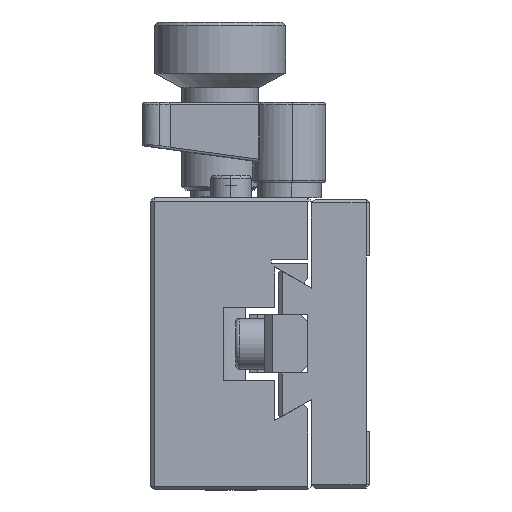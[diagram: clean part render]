
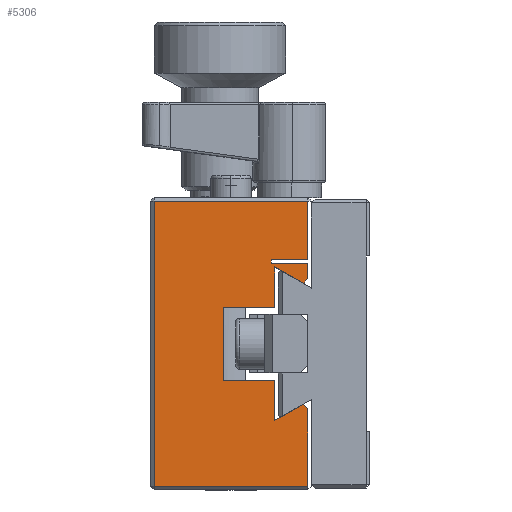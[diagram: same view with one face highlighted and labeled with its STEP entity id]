
A CAD part, left-side view. The second image highlights one B-rep face of the part: STEP entity #5306.
In plain terms, the highlighted planar face has unit normal (-1, 0, 0).
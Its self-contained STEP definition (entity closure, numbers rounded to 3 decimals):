
#133 = VECTOR ( 'NONE', #29947, 1000. ) ;
#274 = VECTOR ( 'NONE', #2827, 1000. ) ;
#664 = EDGE_CURVE ( 'NONE', #29845, #2089, #10859, .T. ) ;
#750 = EDGE_CURVE ( 'NONE', #20621, #22346, #27057, .T. ) ;
#942 = VERTEX_POINT ( 'NONE', #17338 ) ;
#1539 = ORIENTED_EDGE ( 'NONE', *, *, #6360, .T. ) ;
#1785 = VECTOR ( 'NONE', #9850, 1000. ) ;
#2089 = VERTEX_POINT ( 'NONE', #29312 ) ;
#2415 = VECTOR ( 'NONE', #11561, 1000. ) ;
#2790 = VECTOR ( 'NONE', #21826, 1000. ) ;
#2827 = DIRECTION ( 'NONE',  ( 0., -1., 0. ) ) ;
#3183 = ORIENTED_EDGE ( 'NONE', *, *, #18777, .F. ) ;
#3475 = VECTOR ( 'NONE', #9640, 1000. ) ;
#3620 = VERTEX_POINT ( 'NONE', #13438 ) ;
#3826 = VECTOR ( 'NONE', #8607, 1000. ) ;
#3877 = EDGE_LOOP ( 'NONE', ( #6402, #5441, #3183, #24440, #20576, #11655, #11736, #13557, #29208, #24838, #29411, #9110, #1539, #15182, #11886, #22584, #4743, #23881 ) ) ;
#3889 = LINE ( 'NONE', #6580, #2415 ) ;
#4010 = VECTOR ( 'NONE', #13616, 1000. ) ;
#4113 = VERTEX_POINT ( 'NONE', #23529 ) ;
#4492 = VERTEX_POINT ( 'NONE', #29113 ) ;
#4663 = DIRECTION ( 'NONE',  ( 0., -0.866, -0.5 ) ) ;
#4743 = ORIENTED_EDGE ( 'NONE', *, *, #8044, .F. ) ;
#4843 = AXIS2_PLACEMENT_3D ( 'NONE', #27879, #18098, #13463 ) ;
#4974 = LINE ( 'NONE', #13683, #3475 ) ;
#4998 = VERTEX_POINT ( 'NONE', #9565 ) ;
#5153 = VECTOR ( 'NONE', #8100, 1000. ) ;
#5306 = ADVANCED_FACE ( 'NONE', ( #8913 ), #29937, .T. ) ;
#5441 = ORIENTED_EDGE ( 'NONE', *, *, #11759, .T. ) ;
#5827 = VERTEX_POINT ( 'NONE', #22527 ) ;
#5916 = CARTESIAN_POINT ( 'NONE',  ( -60., 23.701, 6.299 ) ) ;
#6360 = EDGE_CURVE ( 'NONE', #7549, #20287, #10317, .T. ) ;
#6387 = CARTESIAN_POINT ( 'NONE',  ( -60., 8., -7.613 ) ) ;
#6402 = ORIENTED_EDGE ( 'NONE', *, *, #750, .T. ) ;
#6580 = CARTESIAN_POINT ( 'NONE',  ( -60., 13., 5. ) ) ;
#7549 = VERTEX_POINT ( 'NONE', #25217 ) ;
#7950 = VERTEX_POINT ( 'NONE', #8653 ) ;
#8044 = EDGE_CURVE ( 'NONE', #942, #26846, #3889, .T. ) ;
#8087 = LINE ( 'NONE', #26336, #1785 ) ;
#8100 = DIRECTION ( 'NONE',  ( 0., 0., -1. ) ) ;
#8607 = DIRECTION ( 'NONE',  ( 0., 1., 0. ) ) ;
#8653 = CARTESIAN_POINT ( 'NONE',  ( -60., 8.5, -19.5 ) ) ;
#8671 = VERTEX_POINT ( 'NONE', #16308 ) ;
#8913 = FACE_OUTER_BOUND ( 'NONE', #3877, .T. ) ;
#8981 = VECTOR ( 'NONE', #13235, 1000. ) ;
#9110 = ORIENTED_EDGE ( 'NONE', *, *, #14446, .T. ) ;
#9415 = CARTESIAN_POINT ( 'NONE',  ( -60., 8.5, 19.5 ) ) ;
#9565 = CARTESIAN_POINT ( 'NONE',  ( -60., 8.5, 11. ) ) ;
#9640 = DIRECTION ( 'NONE',  ( 0., 0., 1. ) ) ;
#9850 = DIRECTION ( 'NONE',  ( 0., -1., 0. ) ) ;
#9979 = CARTESIAN_POINT ( 'NONE',  ( -60., 13.5, 11. ) ) ;
#10158 = EDGE_CURVE ( 'NONE', #8671, #5827, #8087, .T. ) ;
#10317 = LINE ( 'NONE', #6387, #4010 ) ;
#10758 = LINE ( 'NONE', #5916, #16260 ) ;
#10859 = LINE ( 'NONE', #22760, #3826 ) ;
#11561 = DIRECTION ( 'NONE',  ( 0., 1., 0. ) ) ;
#11655 = ORIENTED_EDGE ( 'NONE', *, *, #15185, .F. ) ;
#11689 = LINE ( 'NONE', #19341, #2790 ) ;
#11736 = ORIENTED_EDGE ( 'NONE', *, *, #16030, .F. ) ;
#11759 = EDGE_CURVE ( 'NONE', #22346, #24749, #11689, .T. ) ;
#11886 = ORIENTED_EDGE ( 'NONE', *, *, #10158, .F. ) ;
#12222 = CARTESIAN_POINT ( 'NONE',  ( -60., 8.5, 11.5 ) ) ;
#12604 = CARTESIAN_POINT ( 'NONE',  ( -60., 20., 5. ) ) ;
#13039 = VECTOR ( 'NONE', #25091, 1000. ) ;
#13235 = DIRECTION ( 'NONE',  ( 0., -1., 0. ) ) ;
#13438 = CARTESIAN_POINT ( 'NONE',  ( -60., 29.5, -19.5 ) ) ;
#13463 = DIRECTION ( 'NONE',  ( 0., 0., 1. ) ) ;
#13554 = CARTESIAN_POINT ( 'NONE',  ( -60., 13.5, 11.5 ) ) ;
#13557 = ORIENTED_EDGE ( 'NONE', *, *, #664, .T. ) ;
#13616 = DIRECTION ( 'NONE',  ( 0., 0.866, -0.5 ) ) ;
#13639 = EDGE_CURVE ( 'NONE', #20287, #5827, #14841, .T. ) ;
#13683 = CARTESIAN_POINT ( 'NONE',  ( -60., 8.5, -15. ) ) ;
#14125 = CARTESIAN_POINT ( 'NONE',  ( -60., 13.5, 11.5 ) ) ;
#14446 = EDGE_CURVE ( 'NONE', #4492, #7549, #10758, .T. ) ;
#14475 = EDGE_CURVE ( 'NONE', #22200, #4113, #25137, .T. ) ;
#14841 = LINE ( 'NONE', #20469, #25929 ) ;
#14890 = EDGE_CURVE ( 'NONE', #2089, #3620, #19198, .T. ) ;
#15182 = ORIENTED_EDGE ( 'NONE', *, *, #13639, .T. ) ;
#15185 = EDGE_CURVE ( 'NONE', #16892, #22200, #21069, .T. ) ;
#15283 = DIRECTION ( 'NONE',  ( 0., 0.707, 0.707 ) ) ;
#15452 = VECTOR ( 'NONE', #28701, 1000. ) ;
#15968 = CARTESIAN_POINT ( 'NONE',  ( -60., 13., 10.5 ) ) ;
#16030 = EDGE_CURVE ( 'NONE', #29845, #16892, #30008, .T. ) ;
#16258 = CARTESIAN_POINT ( 'NONE',  ( -60., 8.5, 15. ) ) ;
#16260 = VECTOR ( 'NONE', #15283, 1000. ) ;
#16308 = CARTESIAN_POINT ( 'NONE',  ( -60., 20., -5. ) ) ;
#16410 = LINE ( 'NONE', #27588, #133 ) ;
#16784 = CARTESIAN_POINT ( 'NONE',  ( -60., 9.134, 8.268 ) ) ;
#16892 = VERTEX_POINT ( 'NONE', #29006 ) ;
#17338 = CARTESIAN_POINT ( 'NONE',  ( -60., 13., 5. ) ) ;
#17473 = VECTOR ( 'NONE', #21076, 1000. ) ;
#18098 = DIRECTION ( 'NONE',  ( -1., 0., 0. ) ) ;
#18449 = VECTOR ( 'NONE', #20926, 1000. ) ;
#18777 = EDGE_CURVE ( 'NONE', #4998, #24749, #19200, .T. ) ;
#19198 = LINE ( 'NONE', #25314, #18449 ) ;
#19200 = LINE ( 'NONE', #24605, #5153 ) ;
#19341 = CARTESIAN_POINT ( 'NONE',  ( -60., 23.701, -6.299 ) ) ;
#20056 = LINE ( 'NONE', #27348, #8981 ) ;
#20064 = VECTOR ( 'NONE', #4663, 1000. ) ;
#20287 = VERTEX_POINT ( 'NONE', #24783 ) ;
#20469 = CARTESIAN_POINT ( 'NONE',  ( -60., 13., -10.5 ) ) ;
#20576 = ORIENTED_EDGE ( 'NONE', *, *, #14475, .F. ) ;
#20577 = CARTESIAN_POINT ( 'NONE',  ( -60., 8.5, 8.902 ) ) ;
#20621 = VERTEX_POINT ( 'NONE', #15968 ) ;
#20926 = DIRECTION ( 'NONE',  ( 0., 0., -1. ) ) ;
#21069 = LINE ( 'NONE', #12222, #15452 ) ;
#21076 = DIRECTION ( 'NONE',  ( 0., 0., -1. ) ) ;
#21404 = LINE ( 'NONE', #9979, #274 ) ;
#21826 = DIRECTION ( 'NONE',  ( 0., -0.707, 0.707 ) ) ;
#22200 = VERTEX_POINT ( 'NONE', #14125 ) ;
#22221 = VECTOR ( 'NONE', #25297, 1000. ) ;
#22346 = VERTEX_POINT ( 'NONE', #16784 ) ;
#22527 = CARTESIAN_POINT ( 'NONE',  ( -60., 13., -5. ) ) ;
#22584 = ORIENTED_EDGE ( 'NONE', *, *, #23064, .F. ) ;
#22744 = CARTESIAN_POINT ( 'NONE',  ( -60., 20., -5. ) ) ;
#22760 = CARTESIAN_POINT ( 'NONE',  ( -60., 30., 19.5 ) ) ;
#23061 = EDGE_CURVE ( 'NONE', #3620, #7950, #20056, .T. ) ;
#23064 = EDGE_CURVE ( 'NONE', #26846, #8671, #30366, .T. ) ;
#23529 = CARTESIAN_POINT ( 'NONE',  ( -60., 13.5, 11. ) ) ;
#23881 = ORIENTED_EDGE ( 'NONE', *, *, #30447, .T. ) ;
#24440 = ORIENTED_EDGE ( 'NONE', *, *, #27799, .F. ) ;
#24525 = DIRECTION ( 'NONE',  ( 0., 0., 1. ) ) ;
#24605 = CARTESIAN_POINT ( 'NONE',  ( -60., 8.5, 7.902 ) ) ;
#24749 = VERTEX_POINT ( 'NONE', #20577 ) ;
#24783 = CARTESIAN_POINT ( 'NONE',  ( -60., 13., -10.5 ) ) ;
#24838 = ORIENTED_EDGE ( 'NONE', *, *, #23061, .T. ) ;
#25091 = DIRECTION ( 'NONE',  ( 0., 0., -1. ) ) ;
#25137 = LINE ( 'NONE', #13554, #22221 ) ;
#25217 = CARTESIAN_POINT ( 'NONE',  ( -60., 9.134, -8.268 ) ) ;
#25297 = DIRECTION ( 'NONE',  ( 0., 0., -1. ) ) ;
#25314 = CARTESIAN_POINT ( 'NONE',  ( -60., 29.5, -20. ) ) ;
#25929 = VECTOR ( 'NONE', #24525, 1000. ) ;
#26336 = CARTESIAN_POINT ( 'NONE',  ( -60., 13., -5. ) ) ;
#26846 = VERTEX_POINT ( 'NONE', #12604 ) ;
#27057 = LINE ( 'NONE', #30444, #20064 ) ;
#27348 = CARTESIAN_POINT ( 'NONE',  ( -60., 8., -19.5 ) ) ;
#27588 = CARTESIAN_POINT ( 'NONE',  ( -60., 13., -10.5 ) ) ;
#27799 = EDGE_CURVE ( 'NONE', #4113, #4998, #21404, .T. ) ;
#27879 = CARTESIAN_POINT ( 'NONE',  ( -60., 30., 0. ) ) ;
#28701 = DIRECTION ( 'NONE',  ( 0., 1., 0. ) ) ;
#29006 = CARTESIAN_POINT ( 'NONE',  ( -60., 8.5, 11.5 ) ) ;
#29113 = CARTESIAN_POINT ( 'NONE',  ( -60., 8.5, -8.902 ) ) ;
#29208 = ORIENTED_EDGE ( 'NONE', *, *, #14890, .T. ) ;
#29312 = CARTESIAN_POINT ( 'NONE',  ( -60., 29.5, 19.5 ) ) ;
#29411 = ORIENTED_EDGE ( 'NONE', *, *, #30570, .T. ) ;
#29845 = VERTEX_POINT ( 'NONE', #9415 ) ;
#29937 = PLANE ( 'NONE',  #4843 ) ;
#29947 = DIRECTION ( 'NONE',  ( 0., 0., 1. ) ) ;
#30008 = LINE ( 'NONE', #16258, #17473 ) ;
#30366 = LINE ( 'NONE', #22744, #13039 ) ;
#30444 = CARTESIAN_POINT ( 'NONE',  ( -60., 8., 7.613 ) ) ;
#30447 = EDGE_CURVE ( 'NONE', #942, #20621, #16410, .T. ) ;
#30570 = EDGE_CURVE ( 'NONE', #7950, #4492, #4974, .T. ) ;
